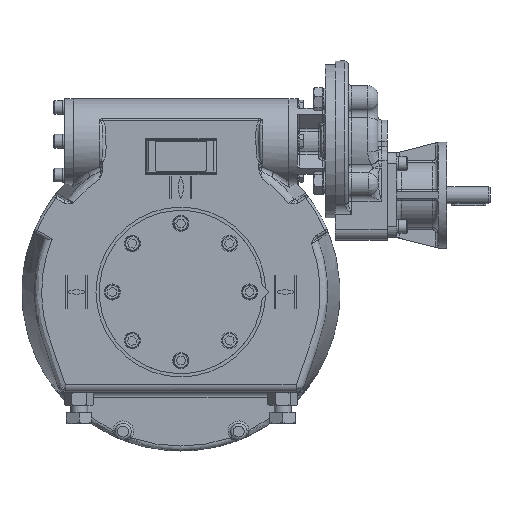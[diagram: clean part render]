
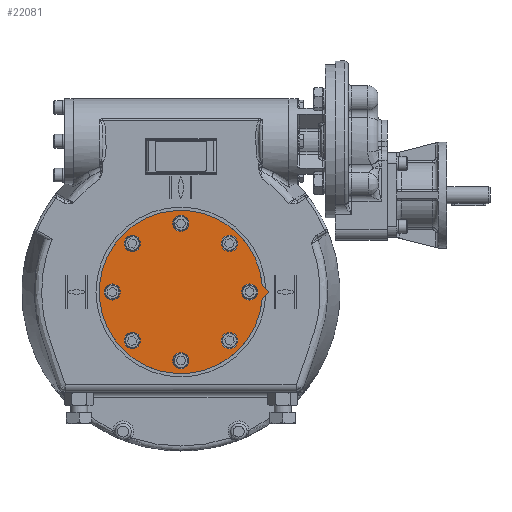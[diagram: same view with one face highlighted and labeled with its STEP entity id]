
A CAD part, top view. The second image highlights one B-rep face of the part: STEP entity #22081.
In plain terms, the highlighted planar face has unit normal (0, 0, 1).
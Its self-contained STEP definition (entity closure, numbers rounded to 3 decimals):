
#2323=CIRCLE('',#27537,96.25);
#2332=CIRCLE('',#27550,6.5);
#2333=CIRCLE('',#27551,6.5);
#2334=CIRCLE('',#27552,6.5);
#2335=CIRCLE('',#27553,6.5);
#2336=CIRCLE('',#27554,6.5);
#2337=CIRCLE('',#27555,6.5);
#2338=CIRCLE('',#27556,6.5);
#2339=CIRCLE('',#27557,6.5);
#7586=ORIENTED_EDGE('',*,*,#11403,.F.);
#7587=ORIENTED_EDGE('',*,*,#11404,.F.);
#7588=ORIENTED_EDGE('',*,*,#11405,.F.);
#7589=ORIENTED_EDGE('',*,*,#11406,.F.);
#7590=ORIENTED_EDGE('',*,*,#11407,.F.);
#7591=ORIENTED_EDGE('',*,*,#11408,.F.);
#7592=ORIENTED_EDGE('',*,*,#11409,.F.);
#7593=ORIENTED_EDGE('',*,*,#11410,.F.);
#7594=ORIENTED_EDGE('',*,*,#11388,.T.);
#7595=ORIENTED_EDGE('',*,*,#11392,.T.);
#7596=ORIENTED_EDGE('',*,*,#11394,.T.);
#11388=EDGE_CURVE('',#14020,#14019,#2323,.T.);
#11392=EDGE_CURVE('',#14019,#14022,#15650,.T.);
#11394=EDGE_CURVE('',#14022,#14020,#15652,.T.);
#11403=EDGE_CURVE('',#14031,#14031,#2332,.T.);
#11404=EDGE_CURVE('',#14032,#14032,#2333,.T.);
#11405=EDGE_CURVE('',#14033,#14033,#2334,.T.);
#11406=EDGE_CURVE('',#14034,#14034,#2335,.T.);
#11407=EDGE_CURVE('',#14035,#14035,#2336,.T.);
#11408=EDGE_CURVE('',#14036,#14036,#2337,.T.);
#11409=EDGE_CURVE('',#14037,#14037,#2338,.T.);
#11410=EDGE_CURVE('',#14038,#14038,#2339,.T.);
#14019=VERTEX_POINT('',#56363);
#14020=VERTEX_POINT('',#56365);
#14022=VERTEX_POINT('',#56371);
#14031=VERTEX_POINT('',#56395);
#14032=VERTEX_POINT('',#56397);
#14033=VERTEX_POINT('',#56399);
#14034=VERTEX_POINT('',#56401);
#14035=VERTEX_POINT('',#56403);
#14036=VERTEX_POINT('',#56405);
#14037=VERTEX_POINT('',#56407);
#14038=VERTEX_POINT('',#56409);
#15650=LINE('',#56372,#17152);
#15652=LINE('',#56375,#17154);
#17152=VECTOR('',#32614,1000.);
#17154=VECTOR('',#32618,1000.);
#18661=EDGE_LOOP('',(#7586));
#18662=EDGE_LOOP('',(#7587));
#18663=EDGE_LOOP('',(#7588));
#18664=EDGE_LOOP('',(#7589));
#18665=EDGE_LOOP('',(#7590));
#18666=EDGE_LOOP('',(#7591));
#18667=EDGE_LOOP('',(#7592));
#18668=EDGE_LOOP('',(#7593));
#18669=EDGE_LOOP('',(#7594,#7595,#7596));
#20244=FACE_BOUND('',#18661,.T.);
#20245=FACE_BOUND('',#18662,.T.);
#20246=FACE_BOUND('',#18663,.T.);
#20247=FACE_BOUND('',#18664,.T.);
#20248=FACE_BOUND('',#18665,.T.);
#20249=FACE_BOUND('',#18666,.T.);
#20250=FACE_BOUND('',#18667,.T.);
#20251=FACE_BOUND('',#18668,.T.);
#20252=FACE_BOUND('',#18669,.T.);
#20940=PLANE('',#27549);
#22081=ADVANCED_FACE('',(#20244,#20245,#20246,#20247,#20248,#20249,#20250,
#20251,#20252),#20940,.T.);
#27537=AXIS2_PLACEMENT_3D('',#56364,#32607,#32608);
#27549=AXIS2_PLACEMENT_3D('',#56393,#32637,#32638);
#27550=AXIS2_PLACEMENT_3D('',#56394,#32639,#32640);
#27551=AXIS2_PLACEMENT_3D('',#56396,#32641,#32642);
#27552=AXIS2_PLACEMENT_3D('',#56398,#32643,#32644);
#27553=AXIS2_PLACEMENT_3D('',#56400,#32645,#32646);
#27554=AXIS2_PLACEMENT_3D('',#56402,#32647,#32648);
#27555=AXIS2_PLACEMENT_3D('',#56404,#32649,#32650);
#27556=AXIS2_PLACEMENT_3D('',#56406,#32651,#32652);
#27557=AXIS2_PLACEMENT_3D('',#56408,#32653,#32654);
#32607=DIRECTION('',(0.,0.,1.));
#32608=DIRECTION('',(1.,0.,0.));
#32614=DIRECTION('',(0.707,0.707,0.));
#32618=DIRECTION('',(-0.707,0.707,0.));
#32637=DIRECTION('',(0.,0.,1.));
#32638=DIRECTION('',(1.,0.,0.));
#32639=DIRECTION('',(0.,0.,1.));
#32640=DIRECTION('',(0.707,0.707,0.));
#32641=DIRECTION('',(0.,0.,1.));
#32642=DIRECTION('',(0.,1.,0.));
#32643=DIRECTION('',(0.,0.,1.));
#32644=DIRECTION('',(-0.707,0.707,0.));
#32645=DIRECTION('',(0.,0.,1.));
#32646=DIRECTION('',(-1.,0.,0.));
#32647=DIRECTION('',(0.,0.,1.));
#32648=DIRECTION('',(-0.707,-0.707,0.));
#32649=DIRECTION('',(0.,0.,1.));
#32650=DIRECTION('',(0.,-1.,0.));
#32651=DIRECTION('',(0.,0.,1.));
#32652=DIRECTION('',(0.707,-0.707,0.));
#32653=DIRECTION('',(0.,0.,1.));
#32654=DIRECTION('',(1.,0.,0.));
#56363=CARTESIAN_POINT('',(95.932,-7.818,54.15));
#56364=CARTESIAN_POINT('',(0.,0.,54.15));
#56365=CARTESIAN_POINT('',(95.932,7.818,54.15));
#56371=CARTESIAN_POINT('',(103.75,0.,54.15));
#56372=CARTESIAN_POINT('',(95.932,-7.818,54.15));
#56375=CARTESIAN_POINT('',(103.75,0.,54.15));
#56393=CARTESIAN_POINT('',(0.,0.,54.15));
#56394=CARTESIAN_POINT('',(-57.276,57.276,54.15));
#56395=CARTESIAN_POINT('',(-52.679,61.872,54.15));
#56396=CARTESIAN_POINT('',(-81.,0.,54.15));
#56397=CARTESIAN_POINT('',(-81.,6.5,54.15));
#56398=CARTESIAN_POINT('',(-57.276,-57.276,54.15));
#56399=CARTESIAN_POINT('',(-61.872,-52.679,54.15));
#56400=CARTESIAN_POINT('',(0.,-81.,54.15));
#56401=CARTESIAN_POINT('',(-6.5,-81.,54.15));
#56402=CARTESIAN_POINT('',(57.276,-57.276,54.15));
#56403=CARTESIAN_POINT('',(52.679,-61.872,54.15));
#56404=CARTESIAN_POINT('',(81.,0.,54.15));
#56405=CARTESIAN_POINT('',(81.,-6.5,54.15));
#56406=CARTESIAN_POINT('',(57.276,57.276,54.15));
#56407=CARTESIAN_POINT('',(61.872,52.679,54.15));
#56408=CARTESIAN_POINT('',(0.,81.,54.15));
#56409=CARTESIAN_POINT('',(6.5,81.,54.15));
